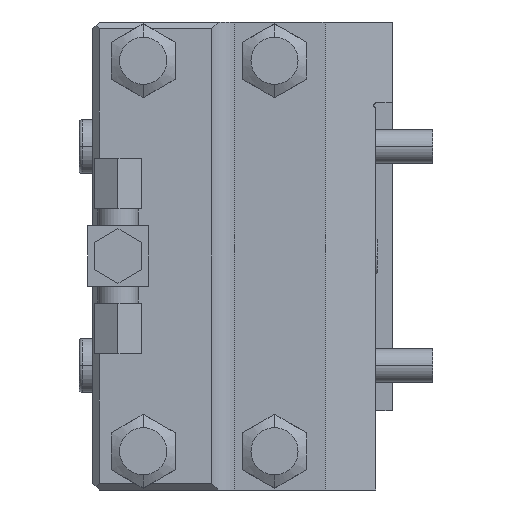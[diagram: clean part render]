
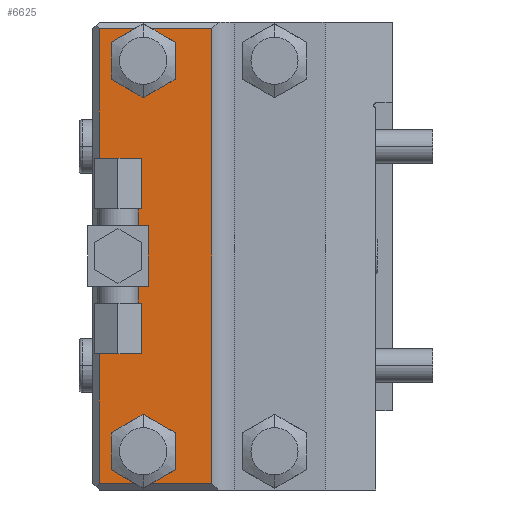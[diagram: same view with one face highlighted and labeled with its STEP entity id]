
A CAD part, front view. The second image highlights one B-rep face of the part: STEP entity #6625.
In plain terms, the highlighted planar face has unit normal (0, -1, 0).
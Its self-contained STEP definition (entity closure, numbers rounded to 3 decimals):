
#851=CARTESIAN_POINT('',(-76.5,-49.5,0.));
#852=DIRECTION('',(0.,1.,0.));
#853=DIRECTION('',(1.,0.,0.));
#854=AXIS2_PLACEMENT_3D('',#851,#852,#853);
#856=CARTESIAN_POINT('',(-76.5,-49.5,0.));
#857=DIRECTION('',(0.,1.,0.));
#858=DIRECTION('',(-0.786,0.,0.619));
#859=AXIS2_PLACEMENT_3D('',#856,#857,#858);
#861=DIRECTION('',(0.,0.,1.));
#862=VECTOR('',#861,63.17);
#863=CARTESIAN_POINT('',(-82.,-49.5,4.33));
#864=LINE('',#863,#862);
#865=DIRECTION('',(0.,0.,-1.));
#866=VECTOR('',#865,135.);
#867=CARTESIAN_POINT('',(-48.574,-49.5,67.5));
#868=LINE('',#867,#866);
#869=DIRECTION('',(0.,0.,1.));
#870=VECTOR('',#869,63.17);
#871=CARTESIAN_POINT('',(-82.,-49.5,-67.5));
#872=LINE('',#871,#870);
#873=CARTESIAN_POINT('',(-69.,-49.5,58.));
#874=DIRECTION('',(0.,1.,0.));
#875=DIRECTION('',(0.,0.,1.));
#876=AXIS2_PLACEMENT_3D('',#873,#874,#875);
#878=CARTESIAN_POINT('',(-69.,-49.5,58.));
#879=DIRECTION('',(0.,1.,0.));
#880=DIRECTION('',(0.,0.,-1.));
#881=AXIS2_PLACEMENT_3D('',#878,#879,#880);
#883=CARTESIAN_POINT('',(-69.,-49.5,-58.));
#884=DIRECTION('',(0.,1.,0.));
#885=DIRECTION('',(0.,0.,1.));
#886=AXIS2_PLACEMENT_3D('',#883,#884,#885);
#888=CARTESIAN_POINT('',(-69.,-49.5,-58.));
#889=DIRECTION('',(0.,1.,0.));
#890=DIRECTION('',(0.,0.,-1.));
#891=AXIS2_PLACEMENT_3D('',#888,#889,#890);
#1294=DIRECTION('',(-1.,0.,0.));
#1295=VECTOR('',#1294,33.426);
#1296=CARTESIAN_POINT('',(-48.574,-49.5,67.5));
#1297=LINE('',#1296,#1295);
#1363=DIRECTION('',(-1.,0.,0.));
#1364=VECTOR('',#1363,33.426);
#1365=CARTESIAN_POINT('',(-48.574,-49.5,-67.5));
#1366=LINE('',#1365,#1364);
#4895=CARTESIAN_POINT('',(-48.574,-49.5,67.5));
#4896=CARTESIAN_POINT('',(-48.574,-49.5,-67.5));
#4897=VERTEX_POINT('',#4895);
#4898=VERTEX_POINT('',#4896);
#4945=CARTESIAN_POINT('',(-82.,-49.5,67.5));
#4946=VERTEX_POINT('',#4945);
#4947=CARTESIAN_POINT('',(-82.,-49.5,-67.5));
#4949=VERTEX_POINT('',#4947);
#5303=CARTESIAN_POINT('',(-69.,-49.5,63.25));
#5304=CARTESIAN_POINT('',(-69.,-49.5,52.75));
#5305=VERTEX_POINT('',#5303);
#5306=VERTEX_POINT('',#5304);
#5349=CARTESIAN_POINT('',(-69.,-49.5,-52.75));
#5350=CARTESIAN_POINT('',(-69.,-49.5,-63.25));
#5351=VERTEX_POINT('',#5349);
#5352=VERTEX_POINT('',#5350);
#5575=CARTESIAN_POINT('',(-69.5,-49.5,0.));
#5576=CARTESIAN_POINT('',(-82.,-49.5,-4.33));
#5577=VERTEX_POINT('',#5575);
#5578=VERTEX_POINT('',#5576);
#5579=CARTESIAN_POINT('',(-82.,-49.5,4.33));
#5580=VERTEX_POINT('',#5579);
#6595=CARTESIAN_POINT('',(5.,-49.5,-69.5));
#6596=DIRECTION('',(0.,-1.,0.));
#6597=DIRECTION('',(0.,0.,1.));
#6598=AXIS2_PLACEMENT_3D('',#6595,#6596,#6597);
#6599=PLANE('',#6598);
#6601=ORIENTED_EDGE('',*,*,#6600,.F.);
#6602=ORIENTED_EDGE('',*,*,#6582,.F.);
#6603=ORIENTED_EDGE('',*,*,#6557,.T.);
#6605=ORIENTED_EDGE('',*,*,#6604,.F.);
#6607=ORIENTED_EDGE('',*,*,#6606,.T.);
#6609=ORIENTED_EDGE('',*,*,#6608,.T.);
#6610=ORIENTED_EDGE('',*,*,#6547,.T.);
#6611=EDGE_LOOP('',(#6601,#6602,#6603,#6605,#6607,#6609,#6610));
#6612=FACE_OUTER_BOUND('',#6611,.F.);
#6614=ORIENTED_EDGE('',*,*,#6613,.F.);
#6616=ORIENTED_EDGE('',*,*,#6615,.F.);
#6617=EDGE_LOOP('',(#6614,#6616));
#6618=FACE_BOUND('',#6617,.F.);
#6620=ORIENTED_EDGE('',*,*,#6619,.F.);
#6622=ORIENTED_EDGE('',*,*,#6621,.F.);
#6623=EDGE_LOOP('',(#6620,#6622));
#6624=FACE_BOUND('',#6623,.F.);
#6625=ADVANCED_FACE('',(#6612,#6618,#6624),#6599,.T.);
#855=CIRCLE('',#854,7.);
#860=CIRCLE('',#859,7.);
#877=CIRCLE('',#876,5.25);
#882=CIRCLE('',#881,5.25);
#887=CIRCLE('',#886,5.25);
#892=CIRCLE('',#891,5.25);
#6547=EDGE_CURVE('',#4949,#5578,#872,.T.);
#6557=EDGE_CURVE('',#5580,#4946,#864,.T.);
#6582=EDGE_CURVE('',#5580,#5577,#860,.T.);
#6600=EDGE_CURVE('',#5577,#5578,#855,.T.);
#6604=EDGE_CURVE('',#4897,#4946,#1297,.T.);
#6606=EDGE_CURVE('',#4897,#4898,#868,.T.);
#6608=EDGE_CURVE('',#4898,#4949,#1366,.T.);
#6613=EDGE_CURVE('',#5305,#5306,#877,.T.);
#6615=EDGE_CURVE('',#5306,#5305,#882,.T.);
#6619=EDGE_CURVE('',#5351,#5352,#887,.T.);
#6621=EDGE_CURVE('',#5352,#5351,#892,.T.);
